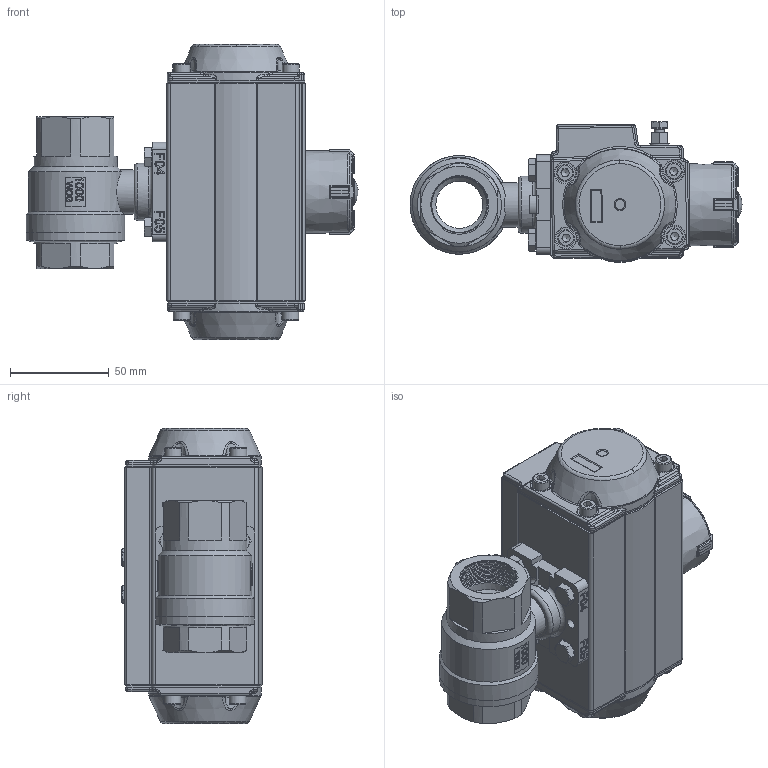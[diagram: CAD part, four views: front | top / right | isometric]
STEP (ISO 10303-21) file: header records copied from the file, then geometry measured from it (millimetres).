
FILE_DESCRIPTION(/* description */ ('Unknown'),/* implementation_level */ '2;1');
FILE_NAME(/* name */ 'PD02 9652-06',/* time_stamp */ '2025-01-15T09:43:55+01:00',/* author */ ('Unknown'),/* organization */ ('Unknown'),/* preprocessor_version */ 'ST-DEVELOPER v19.4',/* originating_system */ 'Solid Edge',/* authorisation */ 'Unknown');
FILE_SCHEMA (('AUTOMOTIVE_DESIGN {1 0 10303 214 3 1 1}'));
Products named in the file (23): PD029652-06; 9652-06; Body Gaske; Stem; Nut Stopper; Body; Cap; Small hex thin nuts-Fine pitch thread GB_GB_FASTENER_NUT_SSFNTT M16X1.
0-N; DIN 933 M6x16 A2-70 BLK_EDST; PD02_PE01; vt50-2016-06-25; hex bolt gradeab_din_ISO 4014 - M5 x 25 x 16-N; huosai50; vt50-2016-06-25 _______MIR; zhou50; VTE50____; plain washers-n series-grade a gb_GB_FASTENER_WASHER_PWNA 5; hex nut gradec_din_Hexagon Nut ISO 4034 - M5 - N; Optische Anzeige; ______; ________(___________; cup head nib bolts with large head gb_GB_FASTENER_BOLT_CHNBW M6X25-N; socket head cap screw_din_DIN 912 M5 x 16 --- 16N
Assembly tree (39 placements, depth 4):
  PD029652-06
    9652-06
      Body Gaske
      Stem
      Nut Stopper
      Body
      Cap
      Small hex thin nuts-Fine pitch thread GB_GB_FASTENER_NUT_SSFNTT M16X1.
0-N
    DIN 933 M6x16 A2-70 BLK_EDST  x4
    PD02_PE01
      vt50-2016-06-25
      hex bolt gradeab_din_ISO 4014 - M5 x 25 x 16-N  x2
      huosai50  x2
      vt50-2016-06-25 _______MIR
      zhou50
      VTE50____
      plain washers-n series-grade a gb_GB_FASTENER_WASHER_PWNA 5  x2
      hex nut gradec_din_Hexagon Nut ISO 4034 - M5 - N  x2
      Optische Anzeige
        ______
        ________(___________  x4
        cup head nib bolts with large head gb_GB_FASTENER_BOLT_CHNBW M6X25-N
      socket head cap screw_din_DIN 912 M5 x 16 --- 16N  x8
Bounding box: 168.1 x 70.92 x 149.4 mm (x, y, z)
Volume: 473190.3 mm3; surface area: 188817 mm2
Topology: 36 solids, 36 shells, 2953 faces, 7285 edges, 4535 vertices
Faces by surface type: plane 1050, cylinder 766, bspline 494, cone 309, torus 305, sphere 29
Full cylindrical faces by diameter (mm): 2.5 x2, 3 x16, 3.3 x8, 4.134 x20, 4.2 x2, 4.66 x1, 4.917 x7, 5 x13, 5.3 x2, 5.5 x1, 6 x5, 6.2 x1, 8 x2, 8.5 x8, 8.566 x2, 10 x8, 11 x2, 11.4 x1, 12 x2, 12.5 x2, 12.9 x1, 13 x12, 13.2 x1, 13.5 x2, 14 x7, 14.917 x1, 16 x1, 16.5 x4, 21.2 x1, 21.4 x1
Entity records: 96207 total; most frequent: CARTESIAN_POINT 49159, ORIENTED_EDGE 9932, DIRECTION 8521, EDGE_CURVE 4966, VERTEX_POINT 3338, AXIS2_PLACEMENT_3D 3296, FACE_BOUND 2676, EDGE_LOOP 2655
